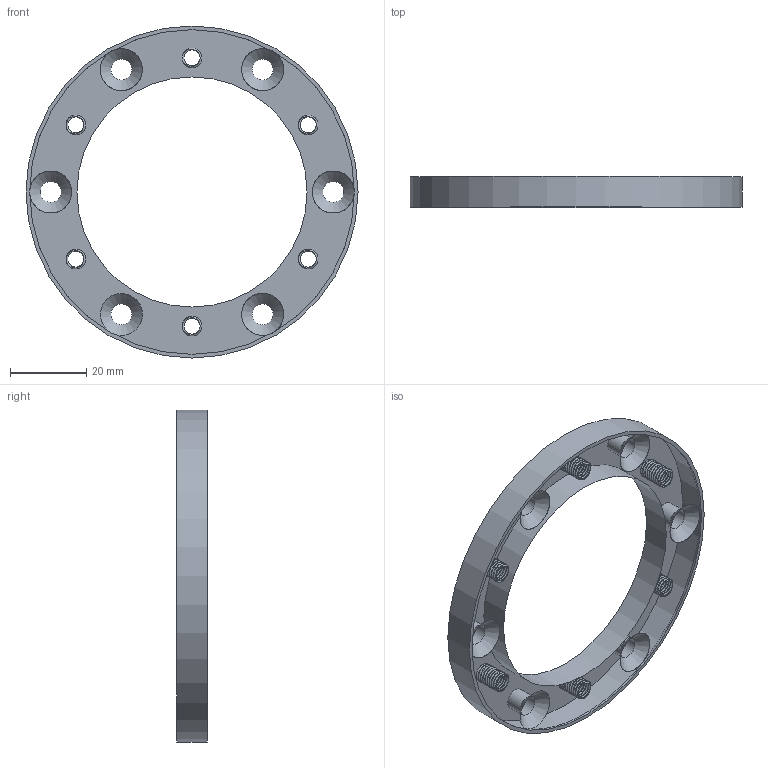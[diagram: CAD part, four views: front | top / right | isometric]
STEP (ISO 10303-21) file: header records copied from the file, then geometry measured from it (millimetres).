
FILE_DESCRIPTION(/* description */ (''),/* implementation_level */ '2;1');
FILE_NAME(/* name */ 'Entretoise Hub TVR v5.step',/* time_stamp */ '2020-07-22T11:29:18+02:00',/* author */ (''),/* organization */ (''),/* preprocessor_version */ 'ST-DEVELOPER v18.1',/* originating_system */ 'Autodesk Translation Framework v9.3.0.1241',/* authorisation */ '');
FILE_SCHEMA (('AUTOMOTIVE_DESIGN { 1 0 10303 214 3 1 1 }'));
Length unit declared in the file: millimetre
Products named in the file (1): Entretoise Hub TVR
Bounding box: 87 x 8 x 87 mm (x, y, z)
Volume: 20442.1 mm3; surface area: 11143 mm2
Topology: 1 solids, 1 shells, 150 faces, 446 edges, 293 vertices
Faces by surface type: cylinder 129, bspline 12, cone 6, plane 3
Full cylindrical faces by diameter (mm): 4.234 x18, 5.12 x12, 5.5 x6, 60.3 x1, 85.05 x1, 87 x1
Entity records: 13060 total; most frequent: CARTESIAN_POINT 9464, ORIENTED_EDGE 892, DIRECTION 519, EDGE_CURVE 446, VERTEX_POINT 293, B_SPLINE_CURVE_WITH_KNOTS 264, AXIS2_PLACEMENT_3D 198, EDGE_LOOP 171
